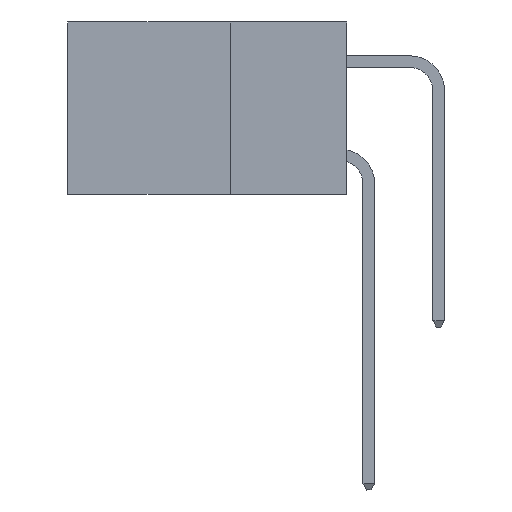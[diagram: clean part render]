
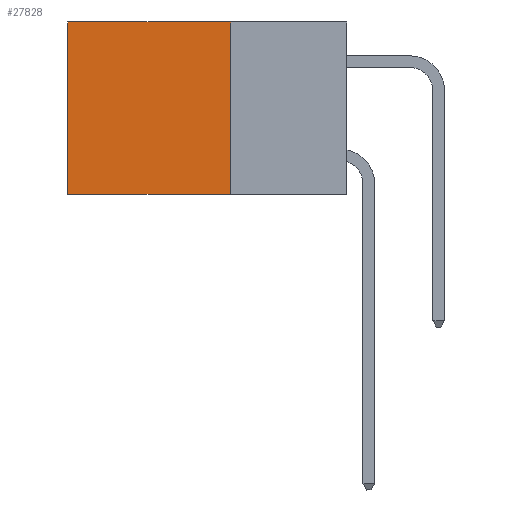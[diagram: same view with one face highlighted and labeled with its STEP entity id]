
A CAD part, left-side view. The second image highlights one B-rep face of the part: STEP entity #27828.
In plain terms, the highlighted planar face has unit normal (-1, 0, 0).
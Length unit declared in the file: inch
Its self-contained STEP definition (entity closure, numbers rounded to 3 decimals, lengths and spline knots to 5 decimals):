
#784 = DIRECTION ( 'NONE',  ( 0., 0., -1. ) ) ;
#1145 = EDGE_LOOP ( 'NONE', ( #9765, #3518, #5865, #11209 ) ) ;
#1312 = VERTEX_POINT ( 'NONE', #1816 ) ;
#1659 = CARTESIAN_POINT ( 'NONE',  ( 0.2875, 0.25, 0. ) ) ;
#1816 = CARTESIAN_POINT ( 'NONE',  ( 0.2875, 0.25, 0. ) ) ;
#2417 = VECTOR ( 'NONE', #14109, 39.37008 ) ;
#2866 = CARTESIAN_POINT ( 'NONE',  ( 0.2875, 0.6, -0.37 ) ) ;
#2952 = PLANE ( 'NONE',  #27216 ) ;
#3015 = DIRECTION ( 'NONE',  ( 0., 1., 0. ) ) ;
#3253 = CARTESIAN_POINT ( 'NONE',  ( 0.2875, 0.25, 0. ) ) ;
#3392 = EDGE_CURVE ( 'NONE', #1312, #12715, #4347, .T. ) ;
#3518 = ORIENTED_EDGE ( 'NONE', *, *, #9097, .F. ) ;
#4347 = LINE ( 'NONE', #1659, #2417 ) ;
#4786 = EDGE_CURVE ( 'NONE', #9387, #27275, #13542, .T. ) ;
#5069 = VECTOR ( 'NONE', #3015, 39.37008 ) ;
#5865 = ORIENTED_EDGE ( 'NONE', *, *, #3392, .F. ) ;
#6001 = CARTESIAN_POINT ( 'NONE',  ( 0.2875, 0.25, -0.37 ) ) ;
#7257 = DIRECTION ( 'NONE',  ( 0., 0., -1. ) ) ;
#9097 = EDGE_CURVE ( 'NONE', #12715, #27275, #31798, .T. ) ;
#9387 = VERTEX_POINT ( 'NONE', #26620 ) ;
#9741 = CARTESIAN_POINT ( 'NONE',  ( 0.2875, 0.25, -0.37 ) ) ;
#9765 = ORIENTED_EDGE ( 'NONE', *, *, #4786, .T. ) ;
#10180 = LINE ( 'NONE', #16736, #29534 ) ;
#11209 = ORIENTED_EDGE ( 'NONE', *, *, #17593, .T. ) ;
#12715 = VERTEX_POINT ( 'NONE', #6001 ) ;
#13542 = LINE ( 'NONE', #22192, #25561 ) ;
#14109 = DIRECTION ( 'NONE',  ( 0., 0., -1. ) ) ;
#15622 = DIRECTION ( 'NONE',  ( 1., 0., 0. ) ) ;
#16736 = CARTESIAN_POINT ( 'NONE',  ( 0.2875, 0.25, 0. ) ) ;
#17593 = EDGE_CURVE ( 'NONE', #1312, #9387, #10180, .T. ) ;
#22192 = CARTESIAN_POINT ( 'NONE',  ( 0.2875, 0.6, 0. ) ) ;
#24295 = DIRECTION ( 'NONE',  ( 0., 1., 0. ) ) ;
#25561 = VECTOR ( 'NONE', #7257, 39.37008 ) ;
#26620 = CARTESIAN_POINT ( 'NONE',  ( 0.2875, 0.6, 0. ) ) ;
#27216 = AXIS2_PLACEMENT_3D ( 'NONE', #3253, #15622, #784 ) ;
#27275 = VERTEX_POINT ( 'NONE', #2866 ) ;
#27828 = ADVANCED_FACE ( 'NONE', ( #30843 ), #2952, .F. ) ;
#29534 = VECTOR ( 'NONE', #24295, 39.37008 ) ;
#30843 = FACE_OUTER_BOUND ( 'NONE', #1145, .T. ) ;
#31798 = LINE ( 'NONE', #9741, #5069 ) ;
